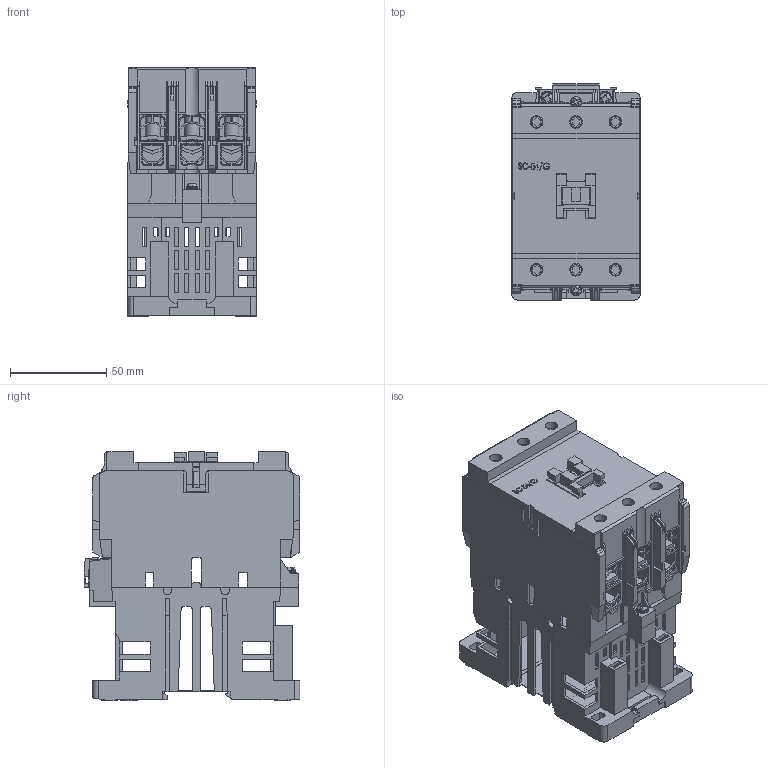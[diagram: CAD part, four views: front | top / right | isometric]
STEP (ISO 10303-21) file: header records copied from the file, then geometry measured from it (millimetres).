
FILE_DESCRIPTION (( 'STEP AP214' ), '1' );
FILE_NAME ('SC-E4G-24VDC.step', '2016-04-18T19:09:13', ( '' ), ( '' ), 'SwSTEP 2.0', 'SolidWorks 2015', '' );
FILE_SCHEMA (( 'AUTOMOTIVE_DESIGN' ));
Length unit declared in the file: inch
Products named in the file (3): SC-E4G-24VDC; SC-E4G-UPPER; SC-E4G_Lower Case
Assembly tree (2 placements, depth 2):
  SC-E4G-24VDC
    SC-E4G_Lower Case
    SC-E4G-UPPER
Bounding box: 67 x 112.4 x 130 mm (x, y, z)
Volume: 245499.6 mm3; surface area: 201954.5 mm2
Topology: 37 solids, 37 shells, 3085 faces, 8954 edges, 5911 vertices
Faces by surface type: plane 2402, cylinder 570, cone 72, bspline 41
Entity records: 143960 total; most frequent: CARTESIAN_POINT 21450, ORIENTED_EDGE 17908, DIRECTION 16022, EDGE_CURVE 8954, VECTOR 7402, LINE 7402, VERTEX_POINT 5911, AXIS2_PLACEMENT_3D 4310
